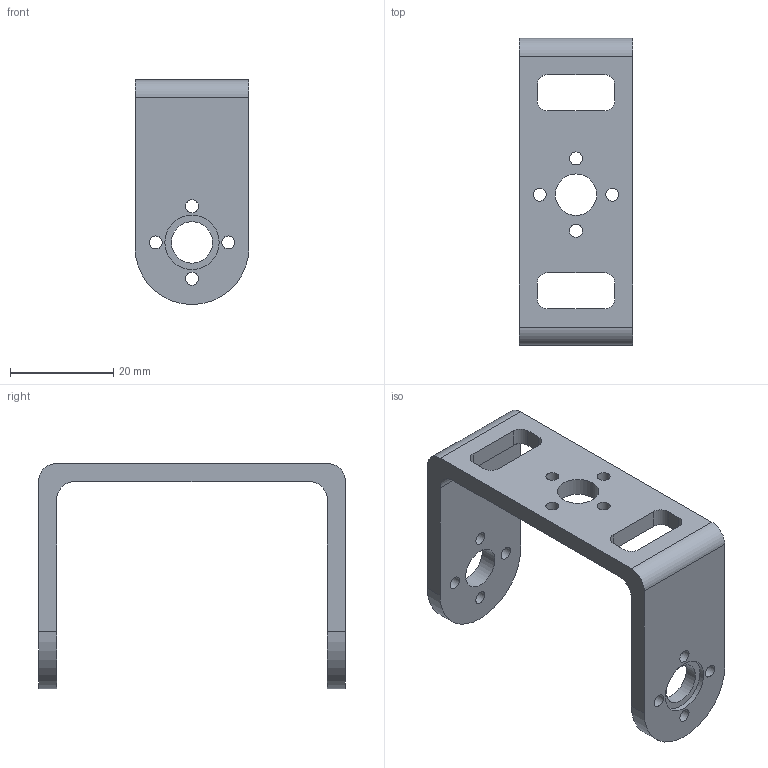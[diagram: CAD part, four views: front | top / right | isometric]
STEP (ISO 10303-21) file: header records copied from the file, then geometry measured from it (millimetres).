
FILE_DESCRIPTION(/* description */ (''),/* implementation_level */ '2;1');
FILE_NAME(/* name */ 'SS#504_Type2.step',/* time_stamp */ '2017-11-28T19:46:54+05:00',/* author */ (''),/* organization */ (''),/* preprocessor_version */ 'ST-DEVELOPER v16.13',/* originating_system */ 'Autodesk Translation Framework v6.5.0.72',/* authorisation */ '');
FILE_SCHEMA (('AUTOMOTIVE_DESIGN { 1 0 10303 214 3 1 1 }'));
Length unit declared in the file: millimetre
Products named in the file (1): UpperBracketmiddle
Bounding box: 22 x 59.3 x 43.5 mm (x, y, z)
Volume: 8865.2 mm3; surface area: 6965.5 mm2
Topology: 1 solids, 1 shells, 203 faces, 575 edges, 382 vertices
Faces by surface type: bspline 90, plane 83, cylinder 30
Full cylindrical faces by diameter (mm): 2.5 x12, 8 x3, 10.5 x1
Entity records: 7498 total; most frequent: CARTESIAN_POINT 2691, ORIENTED_EDGE 1150, DIRECTION 683, EDGE_CURVE 575, VERTEX_POINT 382, LINE 335, VECTOR 335, EDGE_LOOP 245
